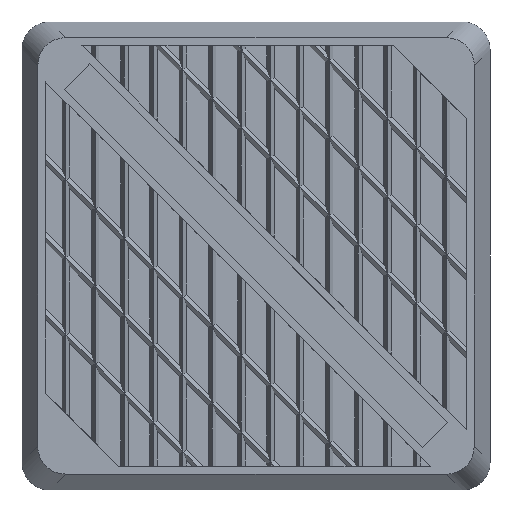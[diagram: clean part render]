
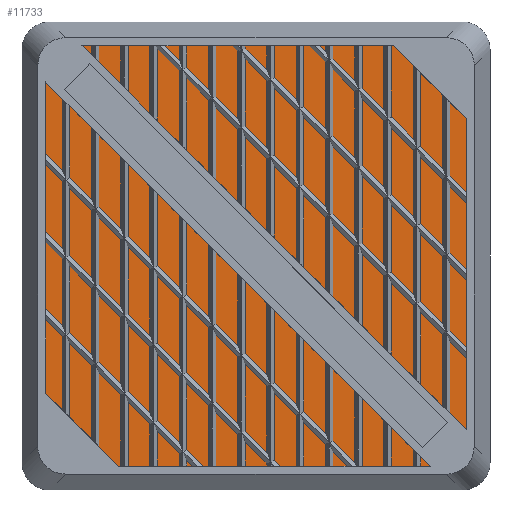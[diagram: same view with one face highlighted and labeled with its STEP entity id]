
A CAD part, top view. The second image highlights one B-rep face of the part: STEP entity #11733.
In plain terms, the highlighted planar face has unit normal (0, 0, 1).
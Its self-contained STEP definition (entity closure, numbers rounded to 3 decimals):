
#383=PLANE('',#12157);
#715=FACE_OUTER_BOUND('',#1081,.T.);
#1081=EDGE_LOOP('',(#11351,#11352,#11353,#11354,#11355,#11356,#11357,#11358));
#2821=LINE('',#18123,#4573);
#2825=LINE('',#18140,#4577);
#2829=LINE('',#18157,#4581);
#2833=LINE('',#18174,#4585);
#4573=VECTOR('',#14689,10.);
#4577=VECTOR('',#14699,10.);
#4581=VECTOR('',#14709,10.);
#4585=VECTOR('',#14719,10.);
#4628=ELLIPSE('',#12147,8.844,8.);
#4630=ELLIPSE('',#12150,8.844,8.);
#4632=ELLIPSE('',#12153,8.844,8.);
#4634=ELLIPSE('',#12156,8.844,8.);
#5845=VERTEX_POINT('',#18120);
#5846=VERTEX_POINT('',#18122);
#5848=VERTEX_POINT('',#18133);
#5850=VERTEX_POINT('',#18139);
#5852=VERTEX_POINT('',#18150);
#5854=VERTEX_POINT('',#18156);
#5856=VERTEX_POINT('',#18167);
#5858=VERTEX_POINT('',#18173);
#7673=EDGE_CURVE('',#5846,#5845,#2821,.T.);
#7676=EDGE_CURVE('',#5848,#5846,#4628,.T.);
#7679=EDGE_CURVE('',#5850,#5848,#2825,.T.);
#7682=EDGE_CURVE('',#5852,#5850,#4630,.T.);
#7685=EDGE_CURVE('',#5854,#5852,#2829,.T.);
#7688=EDGE_CURVE('',#5856,#5854,#4632,.T.);
#7691=EDGE_CURVE('',#5858,#5856,#2833,.T.);
#7694=EDGE_CURVE('',#5845,#5858,#4634,.T.);
#11351=ORIENTED_EDGE('',*,*,#7694,.T.);
#11352=ORIENTED_EDGE('',*,*,#7691,.T.);
#11353=ORIENTED_EDGE('',*,*,#7688,.T.);
#11354=ORIENTED_EDGE('',*,*,#7685,.T.);
#11355=ORIENTED_EDGE('',*,*,#7682,.T.);
#11356=ORIENTED_EDGE('',*,*,#7679,.T.);
#11357=ORIENTED_EDGE('',*,*,#7676,.T.);
#11358=ORIENTED_EDGE('',*,*,#7673,.T.);
#11733=ADVANCED_FACE('',(#715),#383,.T.);
#12147=AXIS2_PLACEMENT_3D('',#18134,#14693,#14694);
#12150=AXIS2_PLACEMENT_3D('',#18151,#14703,#14704);
#12153=AXIS2_PLACEMENT_3D('',#18168,#14713,#14714);
#12156=AXIS2_PLACEMENT_3D('',#18183,#14723,#14724);
#12157=AXIS2_PLACEMENT_3D('',#18184,#14725,#14726);
#14689=DIRECTION('',(1.,0.,0.));
#14693=DIRECTION('center_axis',(0.,0.,1.));
#14694=DIRECTION('ref_axis',(-0.707,-0.707,0.));
#14699=DIRECTION('',(0.,-1.,0.));
#14703=DIRECTION('center_axis',(0.,0.,1.));
#14704=DIRECTION('ref_axis',(-0.707,0.707,0.));
#14709=DIRECTION('',(-1.,0.,0.));
#14713=DIRECTION('center_axis',(0.,0.,1.));
#14714=DIRECTION('ref_axis',(0.707,0.707,0.));
#14719=DIRECTION('',(0.,1.,0.));
#14723=DIRECTION('center_axis',(0.,0.,1.));
#14724=DIRECTION('ref_axis',(0.707,-0.707,0.));
#14725=DIRECTION('center_axis',(0.,0.,1.));
#14726=DIRECTION('ref_axis',(-1.,0.,0.));
#18120=CARTESIAN_POINT('',(58.476,-58.5,6.));
#18122=CARTESIAN_POINT('',(-58.476,-58.5,6.));
#18123=CARTESIAN_POINT('',(-58.5,-58.5,6.));
#18133=CARTESIAN_POINT('',(-58.5,-58.476,6.));
#18134=CARTESIAN_POINT('Origin',(-52.234,-52.234,6.));
#18139=CARTESIAN_POINT('',(-58.5,58.476,6.));
#18140=CARTESIAN_POINT('',(-58.5,58.5,6.));
#18150=CARTESIAN_POINT('',(-58.476,58.5,6.));
#18151=CARTESIAN_POINT('Origin',(-52.234,52.234,6.));
#18156=CARTESIAN_POINT('',(58.476,58.5,6.));
#18157=CARTESIAN_POINT('',(58.5,58.5,6.));
#18167=CARTESIAN_POINT('',(58.5,58.476,6.));
#18168=CARTESIAN_POINT('Origin',(52.234,52.234,6.));
#18173=CARTESIAN_POINT('',(58.5,-58.476,6.));
#18174=CARTESIAN_POINT('',(58.5,-58.5,6.));
#18183=CARTESIAN_POINT('Origin',(52.234,-52.234,6.));
#18184=CARTESIAN_POINT('Origin',(0.,0.,6.));
